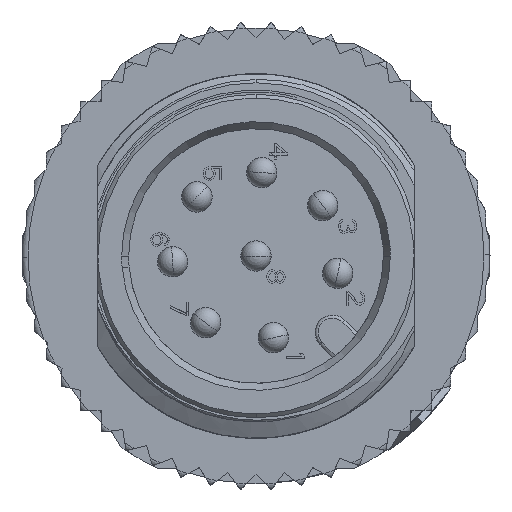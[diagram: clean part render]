
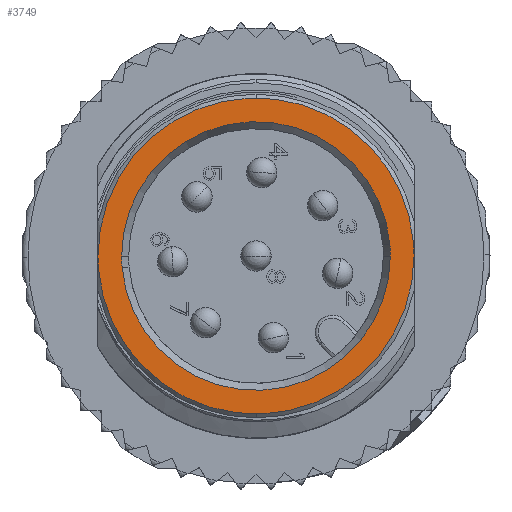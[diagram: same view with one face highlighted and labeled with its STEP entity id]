
A CAD part, front view. The second image highlights one B-rep face of the part: STEP entity #3749.
In plain terms, the highlighted planar face has unit normal (0, -1, 0).
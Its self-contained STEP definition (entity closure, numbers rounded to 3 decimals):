
#3749=ADVANCED_FACE('',(#8144,#8145),#8146,.T.);
#8144=FACE_OUTER_BOUND('',#13498,.T.);
#8145=FACE_BOUND('',#13499,.T.);
#8146=PLANE('',#13500);
#13498=EDGE_LOOP('',(#33168,#33169,#33170,#33171));
#13499=EDGE_LOOP('',(#33172,#33173,#33174,#33175));
#13500=AXIS2_PLACEMENT_3D('',#33176,#33177,#33178);
#33168=ORIENTED_EDGE('',*,*,#42522,.T.);
#33169=ORIENTED_EDGE('',*,*,#39174,.T.);
#33170=ORIENTED_EDGE('',*,*,#42523,.T.);
#33171=ORIENTED_EDGE('',*,*,#39179,.T.);
#33172=ORIENTED_EDGE('',*,*,#39189,.F.);
#33173=ORIENTED_EDGE('',*,*,#42520,.F.);
#33174=ORIENTED_EDGE('',*,*,#39184,.F.);
#33175=ORIENTED_EDGE('',*,*,#42518,.F.);
#33176=CARTESIAN_POINT('',(-5.72,-16.1,-5.682));
#33177=DIRECTION('',(0.0,-1.0,0.0));
#33178=DIRECTION('',(1.0,0.0,0.0));
#39174=EDGE_CURVE('',#45178,#45182,#45184,.T.);
#39179=EDGE_CURVE('',#45187,#45191,#45193,.T.);
#39184=EDGE_CURVE('',#45200,#45196,#45202,.T.);
#39189=EDGE_CURVE('',#45209,#45205,#45211,.T.);
#42518=EDGE_CURVE('',#45205,#45200,#50114,.T.);
#42520=EDGE_CURVE('',#45196,#45209,#50116,.T.);
#42522=EDGE_CURVE('',#45191,#45178,#50118,.T.);
#42523=EDGE_CURVE('',#45182,#45187,#50119,.T.);
#45178=VERTEX_POINT('',#53918);
#45182=VERTEX_POINT('',#53923);
#45184=CIRCLE('',#53926,5.2);
#45187=VERTEX_POINT('',#53929);
#45191=VERTEX_POINT('',#53934);
#45193=CIRCLE('',#53937,5.2);
#45196=VERTEX_POINT('',#53940);
#45200=VERTEX_POINT('',#53945);
#45202=CIRCLE('',#53948,4.421);
#45205=VERTEX_POINT('',#53951);
#45209=VERTEX_POINT('',#53956);
#45211=CIRCLE('',#53959,4.421);
#50114=CIRCLE('',#61033,4.421);
#50116=CIRCLE('',#61035,4.421);
#50118=CIRCLE('',#61037,5.2);
#50119=CIRCLE('',#61038,5.2);
#53918=CARTESIAN_POINT('',(-5.18,-16.1,-0.453));
#53923=CARTESIAN_POINT('',(5.2,-16.1,0.0));
#53926=AXIS2_PLACEMENT_3D('',#71861,#71862,#71863);
#53929=CARTESIAN_POINT('',(5.18,-16.1,0.453));
#53934=CARTESIAN_POINT('',(-5.2,-16.1,0.0));
#53937=AXIS2_PLACEMENT_3D('',#71869,#71870,#71871);
#53940=CARTESIAN_POINT('',(-4.404,-16.1,-0.385));
#53945=CARTESIAN_POINT('',(-4.421,-16.1,0.0));
#53948=AXIS2_PLACEMENT_3D('',#71877,#71878,#71879);
#53951=CARTESIAN_POINT('',(4.404,-16.1,0.385));
#53956=CARTESIAN_POINT('',(4.421,-16.1,0.0));
#53959=AXIS2_PLACEMENT_3D('',#71885,#71886,#71887);
#61033=AXIS2_PLACEMENT_3D('',#75145,#75146,#75147);
#61035=AXIS2_PLACEMENT_3D('',#75148,#75149,#75150);
#61037=AXIS2_PLACEMENT_3D('',#75151,#75152,#75153);
#61038=AXIS2_PLACEMENT_3D('',#75154,#75155,#75156);
#71861=CARTESIAN_POINT('',(0.0,-16.1,0.0));
#71862=DIRECTION('',(0.0,-1.0,0.0));
#71863=DIRECTION('',(-1.0,0.0,0.0));
#71869=CARTESIAN_POINT('',(0.0,-16.1,0.0));
#71870=DIRECTION('',(0.0,-1.0,0.0));
#71871=DIRECTION('',(1.0,0.0,0.0));
#71877=CARTESIAN_POINT('',(0.0,-16.1,0.0));
#71878=DIRECTION('',(0.0,-1.0,0.0));
#71879=DIRECTION('',(-1.0,0.0,0.0));
#71885=CARTESIAN_POINT('',(0.0,-16.1,0.0));
#71886=DIRECTION('',(0.0,-1.0,0.0));
#71887=DIRECTION('',(1.0,0.0,0.0));
#75145=CARTESIAN_POINT('',(0.0,-16.1,0.0));
#75146=DIRECTION('',(0.0,-1.0,0.0));
#75147=DIRECTION('',(1.0,0.0,0.0));
#75148=CARTESIAN_POINT('',(0.0,-16.1,0.0));
#75149=DIRECTION('',(0.0,-1.0,0.0));
#75150=DIRECTION('',(-1.0,0.0,0.0));
#75151=CARTESIAN_POINT('',(0.0,-16.1,0.0));
#75152=DIRECTION('',(0.0,-1.0,0.0));
#75153=DIRECTION('',(-1.0,0.0,0.0));
#75154=CARTESIAN_POINT('',(0.0,-16.1,0.0));
#75155=DIRECTION('',(0.0,-1.0,0.0));
#75156=DIRECTION('',(1.0,0.0,0.0));
